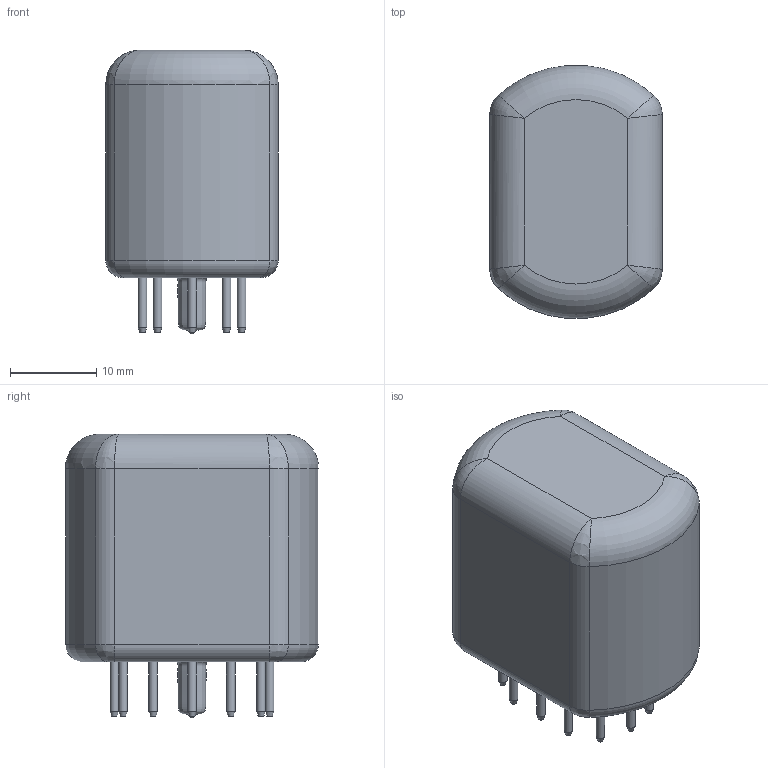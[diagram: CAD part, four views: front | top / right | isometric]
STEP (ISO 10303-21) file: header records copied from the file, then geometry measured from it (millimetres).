
FILE_DESCRIPTION(/* description */ (''),/* implementation_level */ '2;1');
FILE_NAME(/* name */ 'NIXIE Tube IN12-B v38.step',/* time_stamp */ '2021-07-06T09:11:42+02:00',/* author */ (''),/* organization */ (''),/* preprocessor_version */ 'ST-DEVELOPER v18.1',/* originating_system */ 'Autodesk Translation Framework v10.9.0.1377',/* authorisation */ '');
FILE_SCHEMA (('AUTOMOTIVE_DESIGN { 1 0 10303 214 3 1 1 }'));
Length unit declared in the file: millimetre
Products named in the file (1): NIXIE Tube IN12-B
Bounding box: 20 x 29.32 x 32.9 mm (x, y, z)
Volume: 1823.5 mm3; surface area: 8857.7 mm2
Topology: 37 solids, 38 shells, 882 faces, 2371 edges, 1558 vertices
Faces by surface type: plane 525, bspline 264, cylinder 73, cone 12, torus 8
Full cylindrical faces by diameter (mm): 1 x24, 1.283 x1, 2.16 x1
Entity records: 29103 total; most frequent: CARTESIAN_POINT 8978, ORIENTED_EDGE 4724, DIRECTION 3264, EDGE_CURVE 2362, LINE 1676, VECTOR 1676, VERTEX_POINT 1558, EDGE_LOOP 1102
